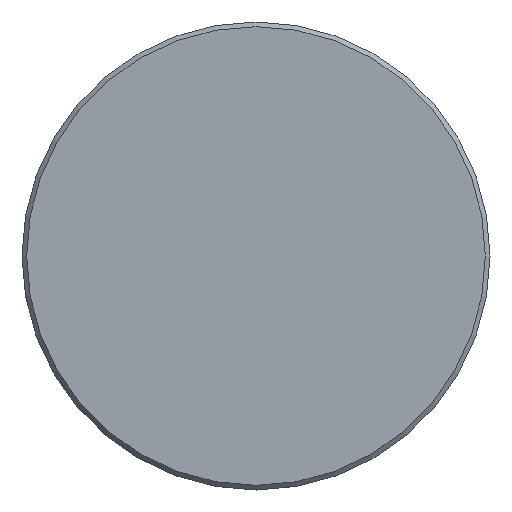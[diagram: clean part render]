
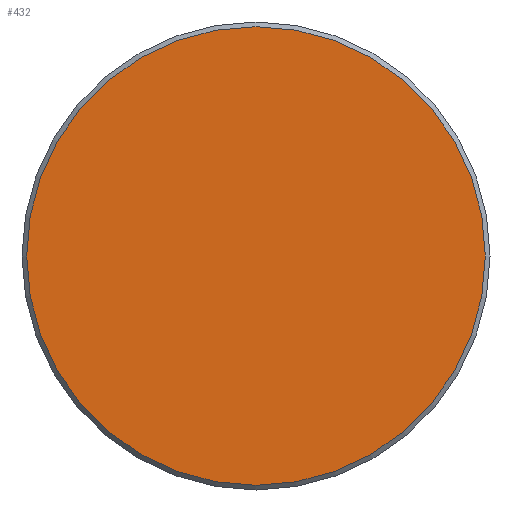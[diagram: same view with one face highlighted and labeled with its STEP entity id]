
A CAD part, front view. The second image highlights one B-rep face of the part: STEP entity #432.
In plain terms, the highlighted planar face has unit normal (0, -1, 0).
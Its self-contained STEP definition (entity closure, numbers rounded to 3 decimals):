
#106=FACE_OUTER_BOUND('',#143,.T.);
#143=EDGE_LOOP('',(#311));
#189=CIRCLE('',#474,24.5);
#215=VERTEX_POINT('',#681);
#253=EDGE_CURVE('',#215,#215,#189,.T.);
#311=ORIENTED_EDGE('',*,*,#253,.T.);
#419=PLANE('',#473);
#432=ADVANCED_FACE('',(#106),#419,.F.);
#473=AXIS2_PLACEMENT_3D('',#680,#546,#547);
#474=AXIS2_PLACEMENT_3D('',#682,#548,#549);
#546=DIRECTION('center_axis',(0.,1.,0.));
#547=DIRECTION('ref_axis',(0.,0.,1.));
#548=DIRECTION('center_axis',(0.,-1.,0.));
#549=DIRECTION('ref_axis',(0.,0.,-1.));
#680=CARTESIAN_POINT('Origin',(24.5,0.,0.));
#681=CARTESIAN_POINT('',(0.,0.,-24.5));
#682=CARTESIAN_POINT('Origin',(0.,0.,0.));
